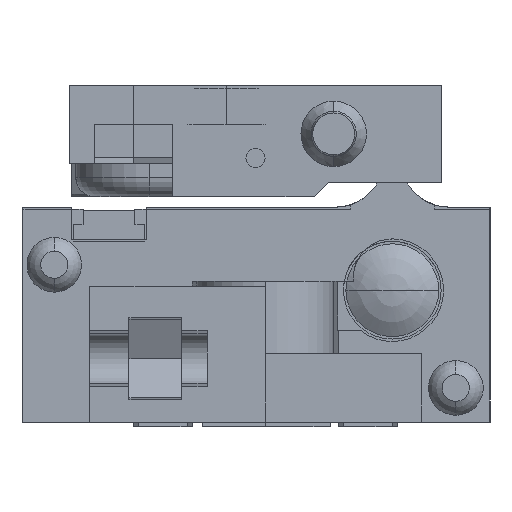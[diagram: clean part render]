
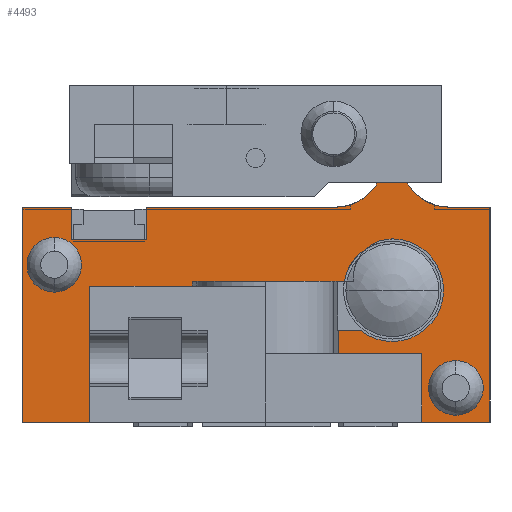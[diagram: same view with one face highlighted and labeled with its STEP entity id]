
A CAD part, left-side view. The second image highlights one B-rep face of the part: STEP entity #4493.
In plain terms, the highlighted planar face has unit normal (-1, 0, 0).
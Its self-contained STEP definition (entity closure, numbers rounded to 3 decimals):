
#130=DIRECTION('',(0.,0.,-1.));
#131=VECTOR('',#130,3.3);
#132=CARTESIAN_POINT('',(18.,35.2,22.5));
#133=LINE('',#132,#131);
#144=CARTESIAN_POINT('',(18.,3.5,4.));
#145=DIRECTION('',(1.,0.,0.));
#146=DIRECTION('',(0.,0.,1.));
#147=AXIS2_PLACEMENT_3D('',#144,#145,#146);
#152=CARTESIAN_POINT('',(18.,3.5,4.));
#153=DIRECTION('',(1.,0.,0.));
#154=DIRECTION('',(0.,0.,-1.));
#155=AXIS2_PLACEMENT_3D('',#152,#153,#154);
#160=CARTESIAN_POINT('',(18.,44.6,16.6));
#161=DIRECTION('',(1.,0.,0.));
#162=DIRECTION('',(0.,0.,1.));
#163=AXIS2_PLACEMENT_3D('',#160,#161,#162);
#168=CARTESIAN_POINT('',(18.,44.6,16.6));
#169=DIRECTION('',(1.,0.,0.));
#170=DIRECTION('',(0.,0.,-1.));
#171=AXIS2_PLACEMENT_3D('',#168,#169,#170);
#176=DIRECTION('',(0.,1.,0.));
#177=VECTOR('',#176,7.);
#178=CARTESIAN_POINT('',(18.,0.,0.5));
#179=LINE('',#178,#177);
#183=DIRECTION('',(0.,0.,-1.));
#184=VECTOR('',#183,7.);
#185=CARTESIAN_POINT('',(18.,7.,7.5));
#186=LINE('',#185,#184);
#190=DIRECTION('',(0.,-1.,0.));
#191=VECTOR('',#190,8.513);
#192=CARTESIAN_POINT('',(18.,15.513,7.5));
#193=LINE('',#192,#191);
#197=DIRECTION('',(0.,0.,1.));
#198=VECTOR('',#197,2.4);
#199=CARTESIAN_POINT('',(18.,15.513,7.5));
#200=LINE('',#199,#198);
#204=DIRECTION('',(0.,-1.,0.));
#205=VECTOR('',#204,2.234);
#206=CARTESIAN_POINT('',(18.,15.513,9.9));
#207=LINE('',#206,#205);
#211=CARTESIAN_POINT('',(18.,10.,14.));
#212=DIRECTION('',(-1.,0.,0.));
#213=DIRECTION('',(0.,0.625,-0.781));
#214=AXIS2_PLACEMENT_3D('',#211,#212,#213);
#219=DIRECTION('',(0.,0.,-1.));
#220=VECTOR('',#219,0.35);
#221=CARTESIAN_POINT('',(18.,14.,15.25));
#222=LINE('',#221,#220);
#226=DIRECTION('',(0.,0.,-1.));
#227=VECTOR('',#226,0.5);
#228=CARTESIAN_POINT('',(18.,30.487,14.9));
#229=LINE('',#228,#227);
#233=DIRECTION('',(0.,0.,1.));
#234=VECTOR('',#233,13.9);
#235=CARTESIAN_POINT('',(18.,40.95,0.5));
#236=LINE('',#235,#234);
#240=DIRECTION('',(0.,1.,0.));
#241=VECTOR('',#240,6.95);
#242=CARTESIAN_POINT('',(18.,40.95,0.5));
#243=LINE('',#242,#241);
#961=DIRECTION('',(0.,0.,1.));
#962=VECTOR('',#961,22.);
#963=CARTESIAN_POINT('',(18.,0.,0.5));
#964=LINE('',#963,#962);
#975=DIRECTION('',(0.,1.,0.));
#976=VECTOR('',#975,4.17);
#977=CARTESIAN_POINT('',(18.,0.,22.5));
#978=LINE('',#977,#976);
#1003=CARTESIAN_POINT('',(18.,4.17,27.5));
#1004=DIRECTION('',(-1.,0.,0.));
#1005=DIRECTION('',(0.,0.866,-0.5));
#1006=AXIS2_PLACEMENT_3D('',#1003,#1004,#1005);
#1018=DIRECTION('',(0.,1.,0.));
#1019=VECTOR('',#1018,3.);
#1020=CARTESIAN_POINT('',(18.,8.5,25.));
#1021=LINE('',#1020,#1019);
#1032=CARTESIAN_POINT('',(18.,15.83,27.5));
#1033=DIRECTION('',(-1.,0.,0.));
#1034=DIRECTION('',(0.,0.,-1.));
#1035=AXIS2_PLACEMENT_3D('',#1032,#1033,#1034);
#2332=DIRECTION('',(0.,1.,0.));
#2333=VECTOR('',#2332,7.6);
#2334=CARTESIAN_POINT('',(18.,35.2,19.2));
#2335=LINE('',#2334,#2333);
#2346=DIRECTION('',(0.,0.,1.));
#2347=VECTOR('',#2346,3.3);
#2348=CARTESIAN_POINT('',(18.,42.8,19.2));
#2349=LINE('',#2348,#2347);
#2360=DIRECTION('',(0.,1.,0.));
#2361=VECTOR('',#2360,5.1);
#2362=CARTESIAN_POINT('',(18.,42.8,22.5));
#2363=LINE('',#2362,#2361);
#2388=DIRECTION('',(0.,0.,-1.));
#2389=VECTOR('',#2388,22.);
#2390=CARTESIAN_POINT('',(18.,47.9,22.5));
#2391=LINE('',#2390,#2389);
#2395=DIRECTION('',(0.,1.,0.));
#2396=VECTOR('',#2395,19.37);
#2397=CARTESIAN_POINT('',(18.,15.83,22.5));
#2398=LINE('',#2397,#2396);
#2959=DIRECTION('',(0.,-1.,0.));
#2960=VECTOR('',#2959,16.487);
#2961=CARTESIAN_POINT('',(18.,30.487,14.9));
#2962=LINE('',#2961,#2960);
#3156=CARTESIAN_POINT('',(18.,10.,15.25));
#3157=DIRECTION('',(1.,0.,0.));
#3158=DIRECTION('',(0.,1.,0.));
#3159=AXIS2_PLACEMENT_3D('',#3156,#3157,#3158);
#3369=DIRECTION('',(0.,1.,0.));
#3370=VECTOR('',#3369,10.463);
#3371=CARTESIAN_POINT('',(18.,30.487,14.4));
#3372=LINE('',#3371,#3370);
#3766=CARTESIAN_POINT('',(18.,8.5,25.));
#3767=CARTESIAN_POINT('',(18.,11.5,25.));
#3768=VERTEX_POINT('',#3766);
#3769=VERTEX_POINT('',#3767);
#3770=CARTESIAN_POINT('',(18.,0.,22.5));
#3771=CARTESIAN_POINT('',(18.,4.17,22.5));
#3772=VERTEX_POINT('',#3770);
#3773=VERTEX_POINT('',#3771);
#3774=CARTESIAN_POINT('',(18.,15.83,22.5));
#3775=VERTEX_POINT('',#3774);
#3776=CARTESIAN_POINT('',(18.,42.8,22.5));
#3777=CARTESIAN_POINT('',(18.,47.9,22.5));
#3778=VERTEX_POINT('',#3776);
#3779=VERTEX_POINT('',#3777);
#3780=CARTESIAN_POINT('',(18.,35.2,22.5));
#3781=VERTEX_POINT('',#3780);
#3782=CARTESIAN_POINT('',(18.,35.2,19.2));
#3783=VERTEX_POINT('',#3782);
#3784=CARTESIAN_POINT('',(18.,42.8,19.2));
#3785=VERTEX_POINT('',#3784);
#3787=CARTESIAN_POINT('',(18.,7.,7.5));
#3789=VERTEX_POINT('',#3787);
#3790=CARTESIAN_POINT('',(18.,15.513,9.9));
#3791=CARTESIAN_POINT('',(18.,13.279,9.9));
#3792=VERTEX_POINT('',#3790);
#3793=VERTEX_POINT('',#3791);
#3798=CARTESIAN_POINT('',(18.,15.513,7.5));
#3799=VERTEX_POINT('',#3798);
#3807=CARTESIAN_POINT('',(18.,30.487,14.4));
#3809=VERTEX_POINT('',#3807);
#3815=CARTESIAN_POINT('',(18.,30.487,14.9));
#3817=VERTEX_POINT('',#3815);
#3818=CARTESIAN_POINT('',(18.,40.95,14.4));
#3819=VERTEX_POINT('',#3818);
#3822=CARTESIAN_POINT('',(18.,14.,14.9));
#3823=VERTEX_POINT('',#3822);
#3896=CARTESIAN_POINT('',(18.,47.9,0.5));
#3897=VERTEX_POINT('',#3896);
#3918=CARTESIAN_POINT('',(18.,0.,0.5));
#3919=CARTESIAN_POINT('',(18.,7.,0.5));
#3920=VERTEX_POINT('',#3918);
#3921=VERTEX_POINT('',#3919);
#3922=CARTESIAN_POINT('',(18.,40.95,0.5));
#3923=VERTEX_POINT('',#3922);
#3925=CARTESIAN_POINT('',(18.,10.,19.25));
#3927=VERTEX_POINT('',#3925);
#3928=CARTESIAN_POINT('',(18.,14.,15.25));
#3929=VERTEX_POINT('',#3928);
#3968=CARTESIAN_POINT('',(18.,3.5,6.8));
#3969=CARTESIAN_POINT('',(18.,3.5,1.2));
#3970=VERTEX_POINT('',#3968);
#3971=VERTEX_POINT('',#3969);
#3982=CARTESIAN_POINT('',(18.,44.6,19.4));
#3983=VERTEX_POINT('',#3982);
#3984=CARTESIAN_POINT('',(18.,44.6,13.8));
#3985=VERTEX_POINT('',#3984);
#4427=CARTESIAN_POINT('',(18.,0.,0.));
#4428=DIRECTION('',(-1.,0.,0.));
#4429=DIRECTION('',(0.,0.,1.));
#4430=AXIS2_PLACEMENT_3D('',#4427,#4428,#4429);
#4431=PLANE('',#4430);
#4433=ORIENTED_EDGE('',*,*,#4432,.T.);
#4435=ORIENTED_EDGE('',*,*,#4434,.F.);
#4437=ORIENTED_EDGE('',*,*,#4436,.F.);
#4439=ORIENTED_EDGE('',*,*,#4438,.T.);
#4441=ORIENTED_EDGE('',*,*,#4440,.T.);
#4443=ORIENTED_EDGE('',*,*,#4442,.T.);
#4445=ORIENTED_EDGE('',*,*,#4444,.F.);
#4447=ORIENTED_EDGE('',*,*,#4446,.T.);
#4449=ORIENTED_EDGE('',*,*,#4448,.F.);
#4451=ORIENTED_EDGE('',*,*,#4450,.T.);
#4453=ORIENTED_EDGE('',*,*,#4452,.T.);
#4455=ORIENTED_EDGE('',*,*,#4454,.F.);
#4457=ORIENTED_EDGE('',*,*,#4456,.T.);
#4459=ORIENTED_EDGE('',*,*,#4458,.F.);
#4461=ORIENTED_EDGE('',*,*,#4460,.F.);
#4463=ORIENTED_EDGE('',*,*,#4462,.F.);
#4465=ORIENTED_EDGE('',*,*,#4464,.F.);
#4466=ORIENTED_EDGE('',*,*,#4415,.F.);
#4468=ORIENTED_EDGE('',*,*,#4467,.F.);
#4470=ORIENTED_EDGE('',*,*,#4469,.T.);
#4472=ORIENTED_EDGE('',*,*,#4471,.F.);
#4474=ORIENTED_EDGE('',*,*,#4473,.T.);
#4476=ORIENTED_EDGE('',*,*,#4475,.F.);
#4478=ORIENTED_EDGE('',*,*,#4477,.F.);
#4479=EDGE_LOOP('',(#4433,#4435,#4437,#4439,#4441,#4443,#4445,#4447,#4449,#4451,
#4453,#4455,#4457,#4459,#4461,#4463,#4465,#4466,#4468,#4470,#4472,#4474,#4476,
#4478));
#4480=FACE_OUTER_BOUND('',#4479,.F.);
#4482=ORIENTED_EDGE('',*,*,#4481,.F.);
#4484=ORIENTED_EDGE('',*,*,#4483,.F.);
#4485=EDGE_LOOP('',(#4482,#4484));
#4486=FACE_BOUND('',#4485,.F.);
#4488=ORIENTED_EDGE('',*,*,#4487,.F.);
#4490=ORIENTED_EDGE('',*,*,#4489,.F.);
#4491=EDGE_LOOP('',(#4488,#4490));
#4492=FACE_BOUND('',#4491,.F.);
#148=CIRCLE('',#147,2.8);
#156=CIRCLE('',#155,2.8);
#164=CIRCLE('',#163,2.8);
#172=CIRCLE('',#171,2.8);
#215=CIRCLE('',#214,5.25);
#1007=CIRCLE('',#1006,5.);
#1036=CIRCLE('',#1035,5.);
#3160=CIRCLE('',#3159,4.);
#4415=EDGE_CURVE('',#3781,#3783,#133,.T.);
#4432=EDGE_CURVE('',#3920,#3921,#179,.T.);
#4434=EDGE_CURVE('',#3789,#3921,#186,.T.);
#4436=EDGE_CURVE('',#3799,#3789,#193,.T.);
#4438=EDGE_CURVE('',#3799,#3792,#200,.T.);
#4440=EDGE_CURVE('',#3792,#3793,#207,.T.);
#4442=EDGE_CURVE('',#3793,#3927,#215,.T.);
#4444=EDGE_CURVE('',#3929,#3927,#3160,.T.);
#4446=EDGE_CURVE('',#3929,#3823,#222,.T.);
#4448=EDGE_CURVE('',#3817,#3823,#2962,.T.);
#4450=EDGE_CURVE('',#3817,#3809,#229,.T.);
#4452=EDGE_CURVE('',#3809,#3819,#3372,.T.);
#4454=EDGE_CURVE('',#3923,#3819,#236,.T.);
#4456=EDGE_CURVE('',#3923,#3897,#243,.T.);
#4458=EDGE_CURVE('',#3779,#3897,#2391,.T.);
#4460=EDGE_CURVE('',#3778,#3779,#2363,.T.);
#4462=EDGE_CURVE('',#3785,#3778,#2349,.T.);
#4464=EDGE_CURVE('',#3783,#3785,#2335,.T.);
#4467=EDGE_CURVE('',#3775,#3781,#2398,.T.);
#4469=EDGE_CURVE('',#3775,#3769,#1036,.T.);
#4471=EDGE_CURVE('',#3768,#3769,#1021,.T.);
#4473=EDGE_CURVE('',#3768,#3773,#1007,.T.);
#4475=EDGE_CURVE('',#3772,#3773,#978,.T.);
#4477=EDGE_CURVE('',#3920,#3772,#964,.T.);
#4481=EDGE_CURVE('',#3983,#3985,#164,.T.);
#4483=EDGE_CURVE('',#3985,#3983,#172,.T.);
#4487=EDGE_CURVE('',#3970,#3971,#148,.T.);
#4489=EDGE_CURVE('',#3971,#3970,#156,.T.);
#4493=ADVANCED_FACE('',(#4480,#4486,#4492),#4431,.T.);
